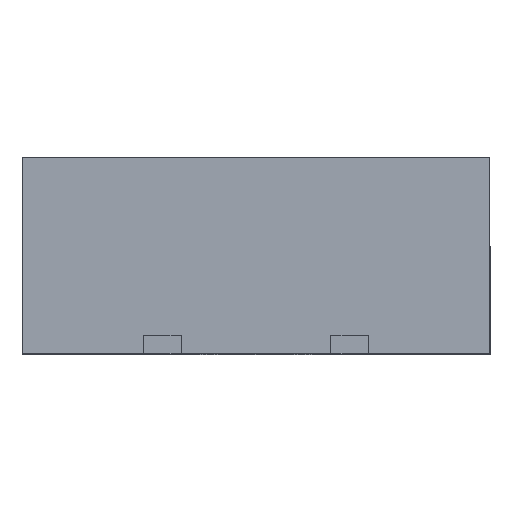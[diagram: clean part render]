
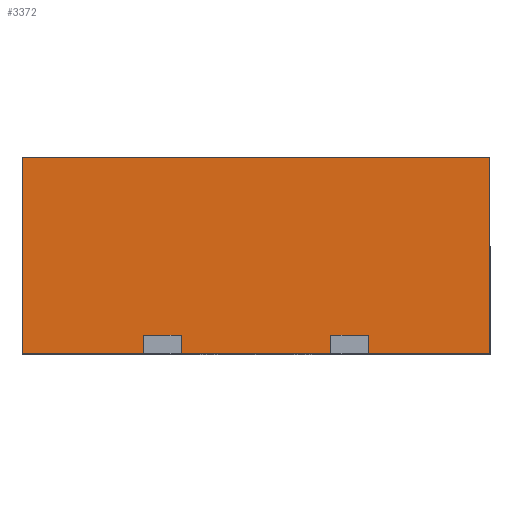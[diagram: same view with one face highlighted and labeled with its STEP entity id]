
A CAD part, top view. The second image highlights one B-rep face of the part: STEP entity #3372.
In plain terms, the highlighted planar face has unit normal (0, 0, 1).
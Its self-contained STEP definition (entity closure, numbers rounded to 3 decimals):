
#21 = ORIENTED_EDGE ( 'NONE', *, *, #4364, .T. ) ;
#28 = EDGE_CURVE ( 'NONE', #5194, #4266, #2569, .T. ) ;
#110 = CARTESIAN_POINT ( 'NONE',  ( -1.25, 0., 1.6 ) ) ;
#157 = EDGE_CURVE ( 'NONE', #5558, #4523, #1954, .T. ) ;
#170 = EDGE_CURVE ( 'NONE', #3033, #5558, #3714, .T. ) ;
#202 = DIRECTION ( 'NONE',  ( -1., 0., 0. ) ) ;
#207 = VECTOR ( 'NONE', #4657, 1000. ) ;
#332 = VECTOR ( 'NONE', #5659, 1000. ) ;
#334 = DIRECTION ( 'NONE',  ( 1., 0., 0. ) ) ;
#376 = CARTESIAN_POINT ( 'NONE',  ( 0.6, 0.1, 1.6 ) ) ;
#403 = LINE ( 'NONE', #2780, #4278 ) ;
#404 = ORIENTED_EDGE ( 'NONE', *, *, #1877, .T. ) ;
#502 = CARTESIAN_POINT ( 'NONE',  ( 1.25, 0., 1.6 ) ) ;
#535 = LINE ( 'NONE', #766, #207 ) ;
#563 = EDGE_CURVE ( 'NONE', #3255, #3756, #5060, .T. ) ;
#654 = DIRECTION ( 'NONE',  ( 0., -1., 0. ) ) ;
#681 = CARTESIAN_POINT ( 'NONE',  ( -0.6, 0., 1.6 ) ) ;
#766 = CARTESIAN_POINT ( 'NONE',  ( -1.25, 1.05, 1.6 ) ) ;
#991 = VECTOR ( 'NONE', #4949, 1000. ) ;
#1043 = EDGE_LOOP ( 'NONE', ( #4307, #3418, #2135, #404, #21, #4137, #4205, #2795, #3340, #3614, #5597, #1315 ) ) ;
#1196 = DIRECTION ( 'NONE',  ( 0., -1., 0. ) ) ;
#1315 = ORIENTED_EDGE ( 'NONE', *, *, #1661, .T. ) ;
#1511 = DIRECTION ( 'NONE',  ( -1., 0., 0. ) ) ;
#1578 = CARTESIAN_POINT ( 'NONE',  ( 0.6, 0., 1.6 ) ) ;
#1661 = EDGE_CURVE ( 'NONE', #5474, #1737, #3400, .T. ) ;
#1706 = EDGE_CURVE ( 'NONE', #3777, #3756, #403, .T. ) ;
#1707 = VECTOR ( 'NONE', #2820, 1000. ) ;
#1737 = VERTEX_POINT ( 'NONE', #1949 ) ;
#1801 = VERTEX_POINT ( 'NONE', #1578 ) ;
#1819 = VECTOR ( 'NONE', #4399, 1000. ) ;
#1830 = FACE_OUTER_BOUND ( 'NONE', #1043, .T. ) ;
#1877 = EDGE_CURVE ( 'NONE', #3033, #1801, #4212, .T. ) ;
#1949 = CARTESIAN_POINT ( 'NONE',  ( -0.4, 0., 1.6 ) ) ;
#1954 = LINE ( 'NONE', #5362, #991 ) ;
#2021 = VECTOR ( 'NONE', #4147, 1000. ) ;
#2135 = ORIENTED_EDGE ( 'NONE', *, *, #170, .F. ) ;
#2316 = DIRECTION ( 'NONE',  ( -1., 0., 0. ) ) ;
#2388 = CARTESIAN_POINT ( 'NONE',  ( 1.25, 1.05, 1.6 ) ) ;
#2459 = CARTESIAN_POINT ( 'NONE',  ( -0.6, 0.1, 1.6 ) ) ;
#2499 = CARTESIAN_POINT ( 'NONE',  ( 0.6, 0.1, 1.6 ) ) ;
#2514 = VECTOR ( 'NONE', #334, 1000. ) ;
#2569 = LINE ( 'NONE', #2660, #1819 ) ;
#2660 = CARTESIAN_POINT ( 'NONE',  ( 1.25, 1.05, 1.6 ) ) ;
#2780 = CARTESIAN_POINT ( 'NONE',  ( -0.6, 0.1, 1.6 ) ) ;
#2795 = ORIENTED_EDGE ( 'NONE', *, *, #5396, .T. ) ;
#2820 = DIRECTION ( 'NONE',  ( 0., -1., 0. ) ) ;
#2833 = CARTESIAN_POINT ( 'NONE',  ( -0.4, 0.1, 1.6 ) ) ;
#2849 = VECTOR ( 'NONE', #202, 1000. ) ;
#2933 = VECTOR ( 'NONE', #3144, 1000. ) ;
#2988 = CARTESIAN_POINT ( 'NONE',  ( 1.25, 0., 1.6 ) ) ;
#3033 = VERTEX_POINT ( 'NONE', #376 ) ;
#3144 = DIRECTION ( 'NONE',  ( 1., 0., 0. ) ) ;
#3255 = VERTEX_POINT ( 'NONE', #110 ) ;
#3340 = ORIENTED_EDGE ( 'NONE', *, *, #563, .T. ) ;
#3371 = CARTESIAN_POINT ( 'NONE',  ( 0.4, 0., 1.6 ) ) ;
#3372 = ADVANCED_FACE ( 'NONE', ( #1830 ), #5479, .F. ) ;
#3381 = EDGE_CURVE ( 'NONE', #5474, #3777, #5177, .T. ) ;
#3400 = LINE ( 'NONE', #2833, #1707 ) ;
#3418 = ORIENTED_EDGE ( 'NONE', *, *, #157, .F. ) ;
#3554 = EDGE_CURVE ( 'NONE', #4266, #5174, #5169, .T. ) ;
#3614 = ORIENTED_EDGE ( 'NONE', *, *, #1706, .F. ) ;
#3642 = LINE ( 'NONE', #5397, #2021 ) ;
#3683 = CARTESIAN_POINT ( 'NONE',  ( 0.4, 0.1, 1.6 ) ) ;
#3714 = LINE ( 'NONE', #3683, #4320 ) ;
#3756 = VERTEX_POINT ( 'NONE', #681 ) ;
#3777 = VERTEX_POINT ( 'NONE', #2459 ) ;
#3950 = EDGE_CURVE ( 'NONE', #1737, #4523, #4055, .T. ) ;
#3975 = CARTESIAN_POINT ( 'NONE',  ( -1.25, 1.05, 1.6 ) ) ;
#4055 = LINE ( 'NONE', #2988, #2514 ) ;
#4107 = DIRECTION ( 'NONE',  ( 0., 0., -1. ) ) ;
#4136 = VECTOR ( 'NONE', #1196, 1000. ) ;
#4137 = ORIENTED_EDGE ( 'NONE', *, *, #3554, .F. ) ;
#4147 = DIRECTION ( 'NONE',  ( 1., 0., 0. ) ) ;
#4171 = CARTESIAN_POINT ( 'NONE',  ( -0.4, 0.1, 1.6 ) ) ;
#4205 = ORIENTED_EDGE ( 'NONE', *, *, #28, .F. ) ;
#4212 = LINE ( 'NONE', #2499, #4136 ) ;
#4222 = AXIS2_PLACEMENT_3D ( 'NONE', #5395, #4107, #1511 ) ;
#4266 = VERTEX_POINT ( 'NONE', #2388 ) ;
#4278 = VECTOR ( 'NONE', #654, 1000. ) ;
#4307 = ORIENTED_EDGE ( 'NONE', *, *, #3950, .T. ) ;
#4320 = VECTOR ( 'NONE', #2316, 1000. ) ;
#4364 = EDGE_CURVE ( 'NONE', #1801, #5174, #3642, .T. ) ;
#4399 = DIRECTION ( 'NONE',  ( 1., 0., 0. ) ) ;
#4517 = CARTESIAN_POINT ( 'NONE',  ( -0.4, 0.1, 1.6 ) ) ;
#4523 = VERTEX_POINT ( 'NONE', #3371 ) ;
#4657 = DIRECTION ( 'NONE',  ( 0., -1., 0. ) ) ;
#4804 = CARTESIAN_POINT ( 'NONE',  ( 0.4, 0.1, 1.6 ) ) ;
#4851 = CARTESIAN_POINT ( 'NONE',  ( 1.25, 1.05, 1.6 ) ) ;
#4949 = DIRECTION ( 'NONE',  ( 0., -1., 0. ) ) ;
#5060 = LINE ( 'NONE', #502, #2933 ) ;
#5169 = LINE ( 'NONE', #4851, #332 ) ;
#5174 = VERTEX_POINT ( 'NONE', #5355 ) ;
#5177 = LINE ( 'NONE', #4517, #2849 ) ;
#5194 = VERTEX_POINT ( 'NONE', #3975 ) ;
#5355 = CARTESIAN_POINT ( 'NONE',  ( 1.25, 0., 1.6 ) ) ;
#5362 = CARTESIAN_POINT ( 'NONE',  ( 0.4, 0.1, 1.6 ) ) ;
#5395 = CARTESIAN_POINT ( 'NONE',  ( 1.25, 1.05, 1.6 ) ) ;
#5396 = EDGE_CURVE ( 'NONE', #5194, #3255, #535, .T. ) ;
#5397 = CARTESIAN_POINT ( 'NONE',  ( 1.25, 0., 1.6 ) ) ;
#5474 = VERTEX_POINT ( 'NONE', #4171 ) ;
#5479 = PLANE ( 'NONE',  #4222 ) ;
#5558 = VERTEX_POINT ( 'NONE', #4804 ) ;
#5597 = ORIENTED_EDGE ( 'NONE', *, *, #3381, .F. ) ;
#5659 = DIRECTION ( 'NONE',  ( 0., -1., 0. ) ) ;
